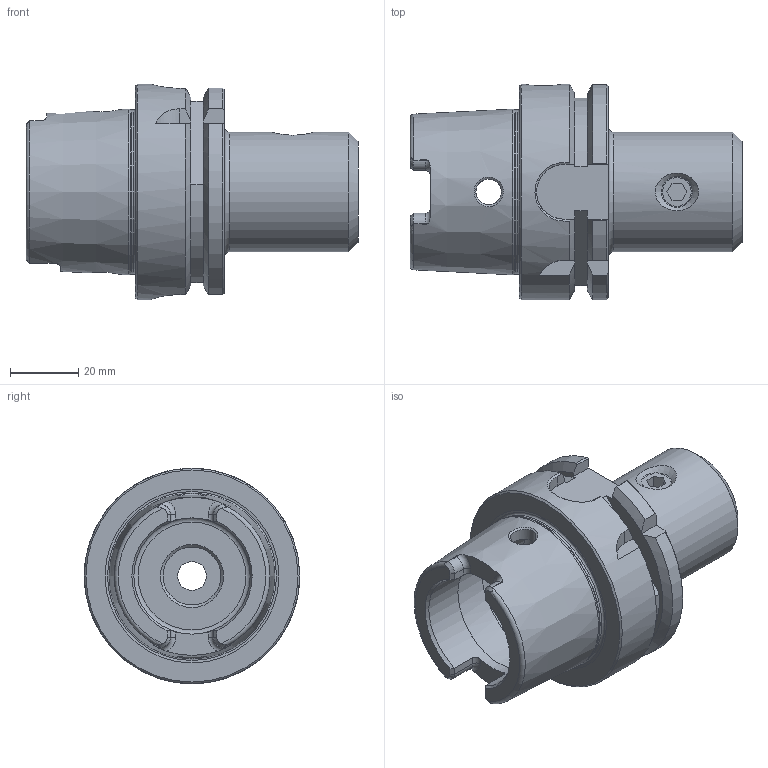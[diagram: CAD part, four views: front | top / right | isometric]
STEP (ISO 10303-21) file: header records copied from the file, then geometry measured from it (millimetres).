
FILE_DESCRIPTION((''),'2;1');
FILE_NAME('H63-37EM2.stp','2014-08-25T18:30:26',('kaykin'),(''),'Autodesk Inventor 2012','Autodesk Inventor 2012','');
FILE_SCHEMA(('AUTOMOTIVE_DESIGN { 1 0 10303 214 1 1 1 1 }'));
Length unit declared in the file: inch
Products named in the file (3): H63-37EM2; 029-902
Assembly tree (2 placements, depth 2):
  H63-37EM2
    H63-37EM2
    029-902
Bounding box: 97.07 x 63 x 63 mm (x, y, z)
Volume: 114962.8 mm3; surface area: 28482.8 mm2
Topology: 2 solids, 2 shells, 149 faces, 379 edges, 239 vertices
Faces by surface type: plane 62, cylinder 37, cone 26, torus 13, bspline 11
Full cylindrical faces by diameter (mm): 7.5 x2, 8.382 x1, 8.4 x1, 9.525 x2, 10 x1, 11.938 x1, 16.916 x1, 19.016 x1, 34 x2, 35.001 x1, 40 x1, 48.041 x1, 63 x1
Entity records: 5130 total; most frequent: CARTESIAN_POINT 1810, ORIENTED_EDGE 666, DIRECTION 619, EDGE_CURVE 333, AXIS2_PLACEMENT_3D 248, VERTEX_POINT 228, EDGE_LOOP 197, FACE_OUTER_BOUND 149
